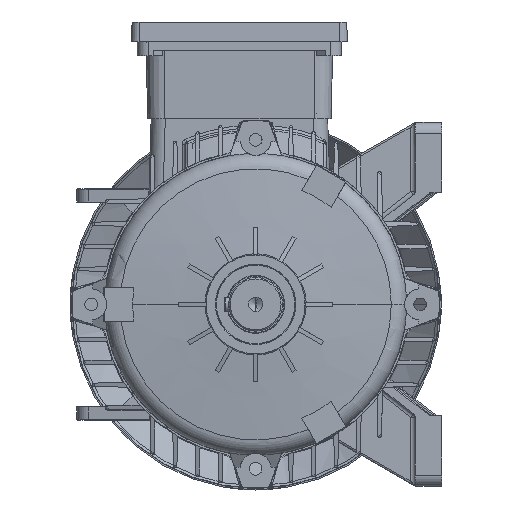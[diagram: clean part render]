
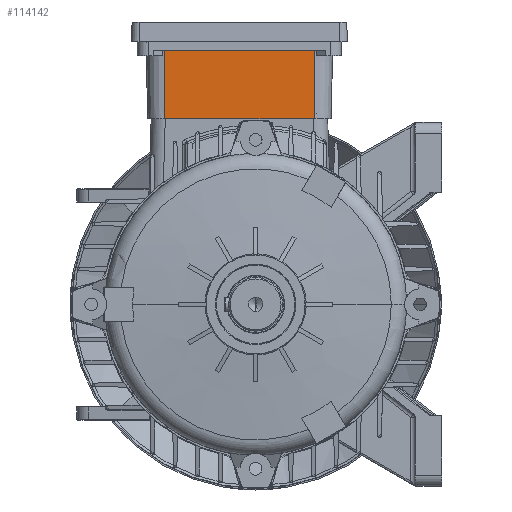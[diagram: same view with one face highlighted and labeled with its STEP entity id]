
A CAD part, left-side view. The second image highlights one B-rep face of the part: STEP entity #114142.
In plain terms, the highlighted face is planar.
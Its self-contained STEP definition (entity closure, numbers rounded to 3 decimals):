
#1231 = DIRECTION ( 'NONE',  ( 0., 0.021, 1. ) ) ;
#2883 = CARTESIAN_POINT ( 'NONE',  ( 12., 130., 0. ) ) ;
#8190 = ORIENTED_EDGE ( 'NONE', *, *, #118035, .F. ) ;
#10564 = FACE_OUTER_BOUND ( 'NONE', #132685, .T. ) ;
#11327 = DIRECTION ( 'NONE',  ( 0., 1., -0.021 ) ) ;
#20868 = DIRECTION ( 'NONE',  ( -1., 0., 0. ) ) ;
#22351 = LINE ( 'NONE', #129170, #46532 ) ;
#24538 = LINE ( 'NONE', #95753, #66347 ) ;
#28534 = VECTOR ( 'NONE', #20868, 1000. ) ;
#29452 = VERTEX_POINT ( 'NONE', #54008 ) ;
#35883 = ORIENTED_EDGE ( 'NONE', *, *, #147615, .F. ) ;
#36898 = DIRECTION ( 'NONE',  ( -1., 0., 0. ) ) ;
#38342 = EDGE_CURVE ( 'NONE', #89052, #142149, #22351, .T. ) ;
#46532 = VECTOR ( 'NONE', #57936, 1000. ) ;
#54008 = CARTESIAN_POINT ( 'NONE',  ( 12., 131.016, 48.5 ) ) ;
#57936 = DIRECTION ( 'NONE',  ( 0., -0.021, -1. ) ) ;
#66347 = VECTOR ( 'NONE', #36898, 1000. ) ;
#72544 = LINE ( 'NONE', #2883, #130619 ) ;
#81790 = CARTESIAN_POINT ( 'NONE',  ( 12., 130., 0. ) ) ;
#84109 = VERTEX_POINT ( 'NONE', #138505 ) ;
#84705 = CARTESIAN_POINT ( 'NONE',  ( 118., 131.016, 48.5 ) ) ;
#89052 = VERTEX_POINT ( 'NONE', #84705 ) ;
#94783 = EDGE_CURVE ( 'NONE', #142149, #84109, #24538, .T. ) ;
#95753 = CARTESIAN_POINT ( 'NONE',  ( 12., 130., 0. ) ) ;
#105244 = CARTESIAN_POINT ( 'NONE',  ( 12., 131.016, 48.5 ) ) ;
#106521 = CARTESIAN_POINT ( 'NONE',  ( 118., 130., 0. ) ) ;
#114142 = ADVANCED_FACE ( 'NONE', ( #10564 ), #130534, .T. ) ;
#115147 = ORIENTED_EDGE ( 'NONE', *, *, #38342, .T. ) ;
#117243 = ORIENTED_EDGE ( 'NONE', *, *, #94783, .T. ) ;
#118035 = EDGE_CURVE ( 'NONE', #89052, #29452, #129994, .T. ) ;
#129170 = CARTESIAN_POINT ( 'NONE',  ( 118., 130., 0. ) ) ;
#129994 = LINE ( 'NONE', #105244, #28534 ) ;
#130534 = PLANE ( 'NONE',  #151300 ) ;
#130619 = VECTOR ( 'NONE', #132948, 1000. ) ;
#132685 = EDGE_LOOP ( 'NONE', ( #117243, #35883, #8190, #115147 ) ) ;
#132948 = DIRECTION ( 'NONE',  ( 0., -0.021, -1. ) ) ;
#138505 = CARTESIAN_POINT ( 'NONE',  ( 12., 130., 0. ) ) ;
#142149 = VERTEX_POINT ( 'NONE', #106521 ) ;
#147615 = EDGE_CURVE ( 'NONE', #29452, #84109, #72544, .T. ) ;
#151300 = AXIS2_PLACEMENT_3D ( 'NONE', #81790, #11327, #1231 ) ;
